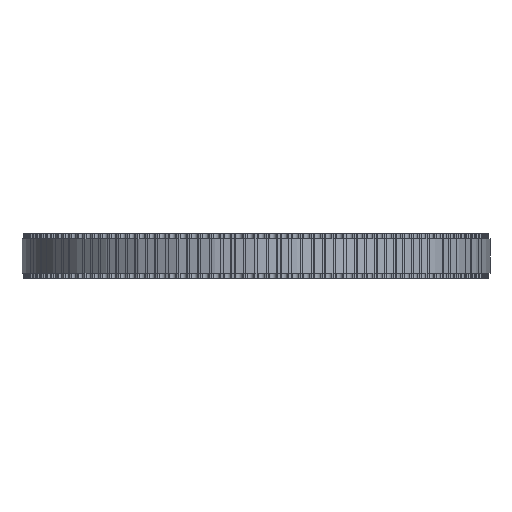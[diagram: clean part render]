
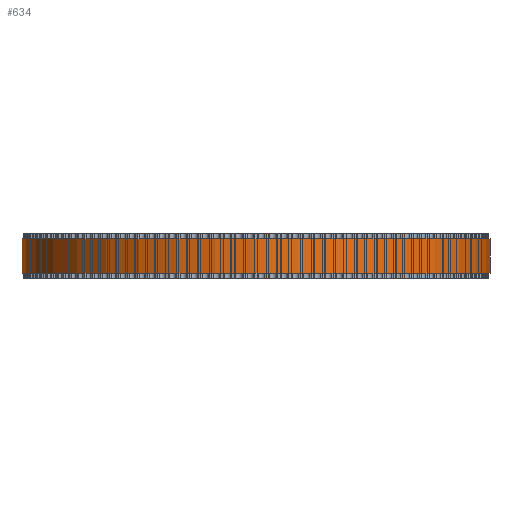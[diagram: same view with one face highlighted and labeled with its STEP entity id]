
A CAD part, front view. The second image highlights one B-rep face of the part: STEP entity #634.
In plain terms, the highlighted cylindrical face has radius 40.744 mm (diameter 81.487 mm), a full revolution.
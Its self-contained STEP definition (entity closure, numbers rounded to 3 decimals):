
#97=FACE_BOUND('',#2176,.T.);
#98=FACE_BOUND('',#2177,.T.);
#634=ADVANCED_FACE('',(#97,#98),#1147,.T.);
#1147=CYLINDRICAL_SURFACE('',#11407,40.744);
#2176=EDGE_LOOP('',(#6274));
#2177=EDGE_LOOP('',(#6275));
#6274=ORIENTED_EDGE('',*,*,#8838,.T.);
#6275=ORIENTED_EDGE('',*,*,#8839,.T.);
#7300=VERTEX_POINT('',#18080);
#7301=VERTEX_POINT('',#18082);
#8838=EDGE_CURVE('',#7300,#7300,#9864,.T.);
#8839=EDGE_CURVE('',#7301,#7301,#9865,.T.);
#9864=CIRCLE('',#11405,40.744);
#9865=CIRCLE('',#11406,40.744);
#11405=AXIS2_PLACEMENT_3D('',#18079,#14998,#14999);
#11406=AXIS2_PLACEMENT_3D('',#18081,#15000,#15001);
#11407=AXIS2_PLACEMENT_3D('',#18083,#15002,#15003);
#14998=DIRECTION('',(0.,0.,1.));
#14999=DIRECTION('',(1.,0.,0.));
#15000=DIRECTION('',(0.,0.,-1.));
#15001=DIRECTION('',(1.,0.,0.));
#15002=DIRECTION('',(0.,0.,1.));
#15003=DIRECTION('',(1.,0.,0.));
#18079=CARTESIAN_POINT('',(0.,0.,1.));
#18080=CARTESIAN_POINT('',(40.744,0.,1.));
#18081=CARTESIAN_POINT('',(0.,0.,7.));
#18082=CARTESIAN_POINT('',(40.744,0.,7.));
#18083=CARTESIAN_POINT('',(0.,0.,1.));
